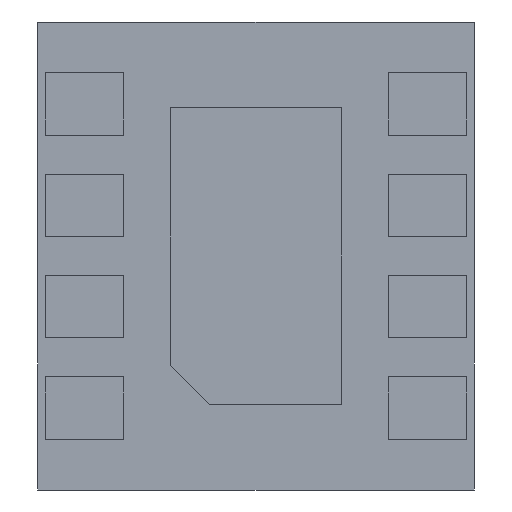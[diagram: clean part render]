
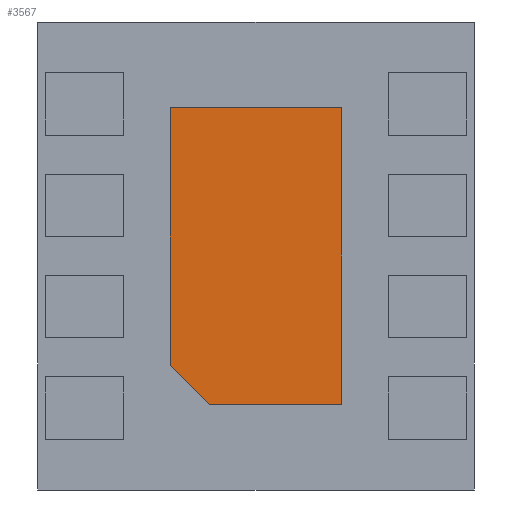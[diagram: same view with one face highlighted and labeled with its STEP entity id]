
A CAD part, front view. The second image highlights one B-rep face of the part: STEP entity #3567.
In plain terms, the highlighted planar face has unit normal (0, -1, 0).
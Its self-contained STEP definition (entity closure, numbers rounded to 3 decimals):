
#3425=DIRECTION('',(0.,0.,1.));
#3426=VECTOR('',#3425,1.72);
#3427=CARTESIAN_POINT('',(-0.6,0.,-0.72));
#3428=LINE('',#3427,#3426);
#3432=DIRECTION('',(1.,0.,0.));
#3433=VECTOR('',#3432,1.2);
#3434=CARTESIAN_POINT('',(-0.6,0.,1.));
#3435=LINE('',#3434,#3433);
#3439=DIRECTION('',(0.,0.,-1.));
#3440=VECTOR('',#3439,2.);
#3441=CARTESIAN_POINT('',(0.6,0.,1.));
#3442=LINE('',#3441,#3440);
#3446=DIRECTION('',(-1.,0.,0.));
#3447=VECTOR('',#3446,0.92);
#3448=CARTESIAN_POINT('',(0.6,0.,-1.));
#3449=LINE('',#3448,#3447);
#3453=DIRECTION('',(-0.707,0.,0.707));
#3454=VECTOR('',#3453,0.396);
#3455=CARTESIAN_POINT('',(-0.32,0.,-1.));
#3456=LINE('',#3455,#3454);
#3530=CARTESIAN_POINT('',(-0.6,0.,-0.72));
#3531=CARTESIAN_POINT('',(-0.6,0.,1.));
#3532=VERTEX_POINT('',#3530);
#3533=VERTEX_POINT('',#3531);
#3534=CARTESIAN_POINT('',(0.6,0.,1.));
#3535=VERTEX_POINT('',#3534);
#3536=CARTESIAN_POINT('',(0.6,0.,-1.));
#3537=VERTEX_POINT('',#3536);
#3538=CARTESIAN_POINT('',(-0.32,0.,-1.));
#3539=VERTEX_POINT('',#3538);
#3550=CARTESIAN_POINT('',(0.,0.,0.));
#3551=DIRECTION('',(0.,1.,0.));
#3552=DIRECTION('',(1.,0.,0.));
#3553=AXIS2_PLACEMENT_3D('',#3550,#3551,#3552);
#3554=PLANE('',#3553);
#3556=ORIENTED_EDGE('',*,*,#3555,.T.);
#3558=ORIENTED_EDGE('',*,*,#3557,.T.);
#3560=ORIENTED_EDGE('',*,*,#3559,.T.);
#3562=ORIENTED_EDGE('',*,*,#3561,.T.);
#3564=ORIENTED_EDGE('',*,*,#3563,.T.);
#3565=EDGE_LOOP('',(#3556,#3558,#3560,#3562,#3564));
#3566=FACE_OUTER_BOUND('',#3565,.F.);
#3567=ADVANCED_FACE('',(#3566),#3554,.F.);
#3555=EDGE_CURVE('',#3532,#3533,#3428,.T.);
#3557=EDGE_CURVE('',#3533,#3535,#3435,.T.);
#3559=EDGE_CURVE('',#3535,#3537,#3442,.T.);
#3561=EDGE_CURVE('',#3537,#3539,#3449,.T.);
#3563=EDGE_CURVE('',#3539,#3532,#3456,.T.);
